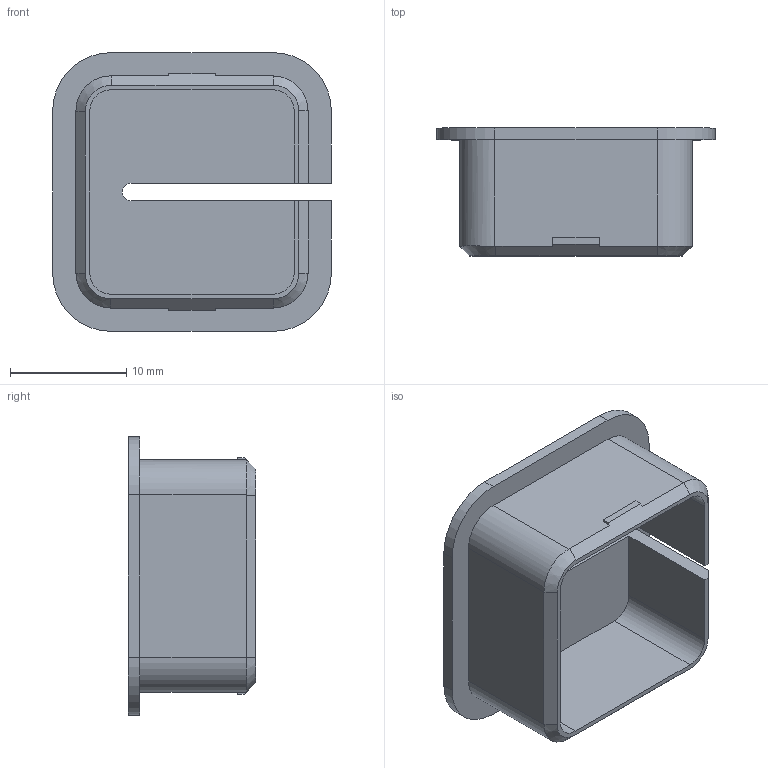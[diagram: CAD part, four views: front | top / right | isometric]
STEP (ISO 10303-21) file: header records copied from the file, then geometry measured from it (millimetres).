
FILE_DESCRIPTION(/* description */ (''),/* implementation_level */ '2;1');
FILE_NAME(/* name */ 'SL1-CABLE_COVER.step',/* time_stamp */ '2019-08-13T12:59:24+02:00',/* author */ (''),/* organization */ (''),/* preprocessor_version */ 'ST-DEVELOPER v18',/* originating_system */ 'Autodesk Translation Framework v8.2.0.1029',/* authorisation */ '');
FILE_SCHEMA (('AUTOMOTIVE_DESIGN { 1 0 10303 214 3 1 1 }'));
Length unit declared in the file: millimetre
Products named in the file (1): SL1_CABLE_COVER
Bounding box: 24 x 11 x 24 mm (x, y, z)
Volume: 1542 mm3; surface area: 2559 mm2
Topology: 1 solids, 1 shells, 89 faces, 246 edges, 162 vertices
Faces by surface type: plane 53, bspline 19, cylinder 13, cone 4
Entity records: 3041 total; most frequent: CARTESIAN_POINT 839, ORIENTED_EDGE 492, DIRECTION 376, EDGE_CURVE 246, LINE 176, VECTOR 176, VERTEX_POINT 162, AXIS2_PLACEMENT_3D 100
